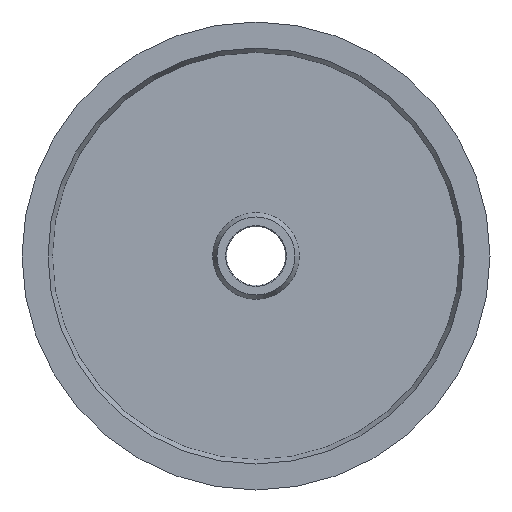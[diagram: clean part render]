
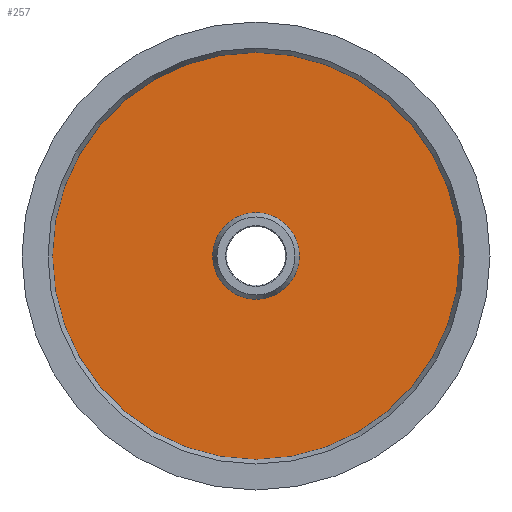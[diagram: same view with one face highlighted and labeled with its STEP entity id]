
A CAD part, left-side view. The second image highlights one B-rep face of the part: STEP entity #257.
In plain terms, the highlighted planar face has unit normal (-1, 0, 0).
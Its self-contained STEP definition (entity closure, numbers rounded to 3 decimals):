
#1 = DIRECTION ( 'NONE',  ( -1., 0., 0. ) ) ;
#3 = CARTESIAN_POINT ( 'NONE',  ( -5., 0., 0. ) ) ;
#82 = EDGE_CURVE ( 'NONE', #459, #459, #331, .T. ) ;
#131 = VERTEX_POINT ( 'NONE', #422 ) ;
#145 = CARTESIAN_POINT ( 'NONE',  ( -5., 0., 0. ) ) ;
#154 = CARTESIAN_POINT ( 'NONE',  ( -5., 50., 0. ) ) ;
#202 = DIRECTION ( 'NONE',  ( 1., 0., 0. ) ) ;
#211 = AXIS2_PLACEMENT_3D ( 'NONE', #154, #202, #513 ) ;
#216 = ORIENTED_EDGE ( 'NONE', *, *, #82, .F. ) ;
#241 = FACE_OUTER_BOUND ( 'NONE', #276, .T. ) ;
#250 = EDGE_LOOP ( 'NONE', ( #216 ) ) ;
#257 = ADVANCED_FACE ( 'NONE', ( #280, #241 ), #354, .F. ) ;
#276 = EDGE_LOOP ( 'NONE', ( #507 ) ) ;
#280 = FACE_BOUND ( 'NONE', #250, .T. ) ;
#304 = DIRECTION ( 'NONE',  ( 0., -1., 0. ) ) ;
#328 = DIRECTION ( 'NONE',  ( 0., -1., 0. ) ) ;
#331 = CIRCLE ( 'NONE', #400, 50. ) ;
#343 = DIRECTION ( 'NONE',  ( -1., 0., 0. ) ) ;
#354 = PLANE ( 'NONE',  #211 ) ;
#400 = AXIS2_PLACEMENT_3D ( 'NONE', #145, #343, #304 ) ;
#422 = CARTESIAN_POINT ( 'NONE',  ( -5., -235., 0. ) ) ;
#429 = CARTESIAN_POINT ( 'NONE',  ( -5., -50., 0. ) ) ;
#437 = CIRCLE ( 'NONE', #518, 235. ) ;
#440 = EDGE_CURVE ( 'NONE', #131, #131, #437, .T. ) ;
#459 = VERTEX_POINT ( 'NONE', #429 ) ;
#507 = ORIENTED_EDGE ( 'NONE', *, *, #440, .T. ) ;
#513 = DIRECTION ( 'NONE',  ( 0., 1., 0. ) ) ;
#518 = AXIS2_PLACEMENT_3D ( 'NONE', #3, #1, #328 ) ;
